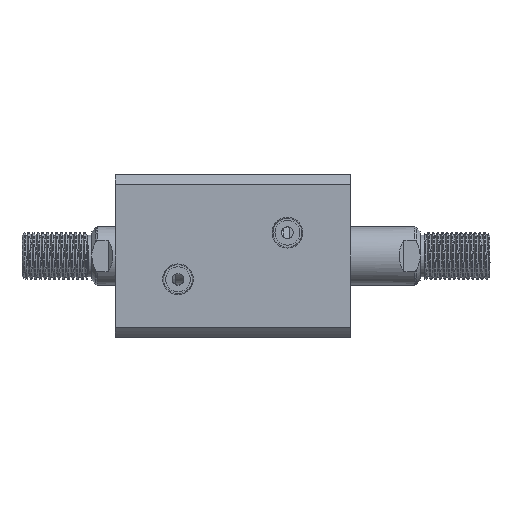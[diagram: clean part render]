
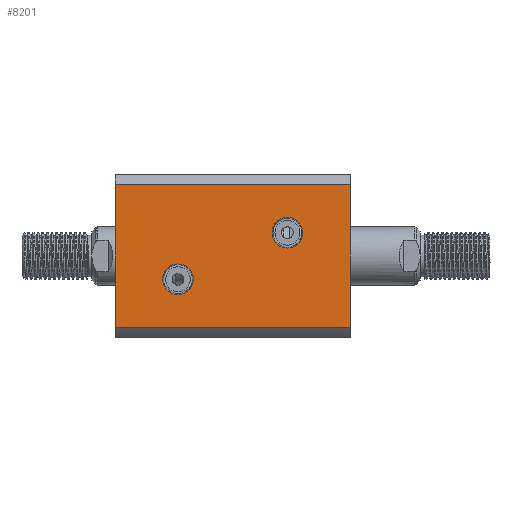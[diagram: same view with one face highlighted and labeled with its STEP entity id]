
A CAD part, left-side view. The second image highlights one B-rep face of the part: STEP entity #8201.
In plain terms, the highlighted planar face has unit normal (-1, 0, 0).
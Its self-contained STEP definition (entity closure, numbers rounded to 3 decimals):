
#41 = CARTESIAN_POINT ( 'NONE',  ( -35., 30.615, 0. ) ) ;
#186 = DIRECTION ( 'NONE',  ( 0., 0., -1. ) ) ;
#203 = FACE_OUTER_BOUND ( 'NONE', #581, .T. ) ;
#319 = LINE ( 'NONE', #4239, #10414 ) ;
#343 = CIRCLE ( 'NONE', #2466, 6.603 ) ;
#431 = DIRECTION ( 'NONE',  ( 0., 0., 1. ) ) ;
#581 = EDGE_LOOP ( 'NONE', ( #11428, #5659, #14602, #8750 ) ) ;
#1205 = ORIENTED_EDGE ( 'NONE', *, *, #14488, .F. ) ;
#1458 = CARTESIAN_POINT ( 'NONE',  ( -35., -30.615, -199. ) ) ;
#1475 = CARTESIAN_POINT ( 'NONE',  ( -35., -30.615, 0. ) ) ;
#1862 = CARTESIAN_POINT ( 'NONE',  ( -35., 10., 74. ) ) ;
#1910 = VERTEX_POINT ( 'NONE', #12272 ) ;
#1947 = CIRCLE ( 'NONE', #11964, 6.603 ) ;
#2012 = CARTESIAN_POINT ( 'NONE',  ( -35., 10., 74. ) ) ;
#2174 = CARTESIAN_POINT ( 'NONE',  ( -35., -30.615, 101. ) ) ;
#2186 = ORIENTED_EDGE ( 'NONE', *, *, #10932, .F. ) ;
#2466 = AXIS2_PLACEMENT_3D ( 'NONE', #2012, #10849, #3281 ) ;
#2734 = CARTESIAN_POINT ( 'NONE',  ( -35., -10., 27. ) ) ;
#2792 = CARTESIAN_POINT ( 'NONE',  ( -35., 10., 80.603 ) ) ;
#2934 = AXIS2_PLACEMENT_3D ( 'NONE', #3174, #4445, #13264 ) ;
#3140 = DIRECTION ( 'NONE',  ( 0., 0., 1. ) ) ;
#3174 = CARTESIAN_POINT ( 'NONE',  ( -35., 35., 101. ) ) ;
#3210 = DIRECTION ( 'NONE',  ( 0., -1., 0. ) ) ;
#3281 = DIRECTION ( 'NONE',  ( 0., 0., 1. ) ) ;
#3514 = CIRCLE ( 'NONE', #9030, 6.603 ) ;
#3559 = EDGE_CURVE ( 'NONE', #9956, #13811, #5190, .T. ) ;
#4010 = DIRECTION ( 'NONE',  ( 0., 0., 1. ) ) ;
#4239 = CARTESIAN_POINT ( 'NONE',  ( -35., 30.615, -199. ) ) ;
#4392 = ORIENTED_EDGE ( 'NONE', *, *, #12552, .F. ) ;
#4445 = DIRECTION ( 'NONE',  ( 1., 0., 0. ) ) ;
#4475 = CARTESIAN_POINT ( 'NONE',  ( -35., 35., 0. ) ) ;
#4812 = VECTOR ( 'NONE', #3210, 1000. ) ;
#5190 = LINE ( 'NONE', #4475, #4812 ) ;
#5373 = VERTEX_POINT ( 'NONE', #5583 ) ;
#5583 = CARTESIAN_POINT ( 'NONE',  ( -35., 30.615, 101. ) ) ;
#5659 = ORIENTED_EDGE ( 'NONE', *, *, #3559, .T. ) ;
#7306 = CARTESIAN_POINT ( 'NONE',  ( -35., 35., 101. ) ) ;
#7563 = LINE ( 'NONE', #1458, #10553 ) ;
#7747 = EDGE_CURVE ( 'NONE', #5373, #10309, #16244, .T. ) ;
#7983 = DIRECTION ( 'NONE',  ( -1., 0., 0. ) ) ;
#7987 = EDGE_CURVE ( 'NONE', #10309, #13811, #7563, .T. ) ;
#8201 = ADVANCED_FACE ( 'NONE', ( #13240, #10295, #203 ), #10634, .F. ) ;
#8750 = ORIENTED_EDGE ( 'NONE', *, *, #7747, .F. ) ;
#8806 = ORIENTED_EDGE ( 'NONE', *, *, #13894, .F. ) ;
#9030 = AXIS2_PLACEMENT_3D ( 'NONE', #1862, #10711, #3140 ) ;
#9043 = CIRCLE ( 'NONE', #13843, 6.603 ) ;
#9338 = EDGE_LOOP ( 'NONE', ( #2186, #4392 ) ) ;
#9567 = VECTOR ( 'NONE', #12355, 1000. ) ;
#9956 = VERTEX_POINT ( 'NONE', #41 ) ;
#10011 = VERTEX_POINT ( 'NONE', #2792 ) ;
#10295 = FACE_BOUND ( 'NONE', #13520, .T. ) ;
#10309 = VERTEX_POINT ( 'NONE', #2174 ) ;
#10414 = VECTOR ( 'NONE', #13061, 1000. ) ;
#10553 = VECTOR ( 'NONE', #186, 1000. ) ;
#10634 = PLANE ( 'NONE',  #2934 ) ;
#10711 = DIRECTION ( 'NONE',  ( -1., 0., 0. ) ) ;
#10849 = DIRECTION ( 'NONE',  ( -1., 0., 0. ) ) ;
#10932 = EDGE_CURVE ( 'NONE', #10011, #16240, #343, .T. ) ;
#10990 = CARTESIAN_POINT ( 'NONE',  ( -35., -10., 33.603 ) ) ;
#11428 = ORIENTED_EDGE ( 'NONE', *, *, #15457, .F. ) ;
#11575 = DIRECTION ( 'NONE',  ( -1., 0., 0. ) ) ;
#11964 = AXIS2_PLACEMENT_3D ( 'NONE', #15510, #7983, #431 ) ;
#12272 = CARTESIAN_POINT ( 'NONE',  ( -35., -10., 20.397 ) ) ;
#12355 = DIRECTION ( 'NONE',  ( 0., -1., 0. ) ) ;
#12552 = EDGE_CURVE ( 'NONE', #16240, #10011, #3514, .T. ) ;
#13061 = DIRECTION ( 'NONE',  ( 0., 0., 1. ) ) ;
#13240 = FACE_BOUND ( 'NONE', #9338, .T. ) ;
#13264 = DIRECTION ( 'NONE',  ( 0., 1., 0. ) ) ;
#13455 = VERTEX_POINT ( 'NONE', #10990 ) ;
#13520 = EDGE_LOOP ( 'NONE', ( #1205, #8806 ) ) ;
#13627 = CARTESIAN_POINT ( 'NONE',  ( -35., 10., 67.397 ) ) ;
#13811 = VERTEX_POINT ( 'NONE', #1475 ) ;
#13843 = AXIS2_PLACEMENT_3D ( 'NONE', #2734, #11575, #4010 ) ;
#13894 = EDGE_CURVE ( 'NONE', #1910, #13455, #1947, .T. ) ;
#14488 = EDGE_CURVE ( 'NONE', #13455, #1910, #9043, .T. ) ;
#14602 = ORIENTED_EDGE ( 'NONE', *, *, #7987, .F. ) ;
#15457 = EDGE_CURVE ( 'NONE', #9956, #5373, #319, .T. ) ;
#15510 = CARTESIAN_POINT ( 'NONE',  ( -35., -10., 27. ) ) ;
#16240 = VERTEX_POINT ( 'NONE', #13627 ) ;
#16244 = LINE ( 'NONE', #7306, #9567 ) ;
